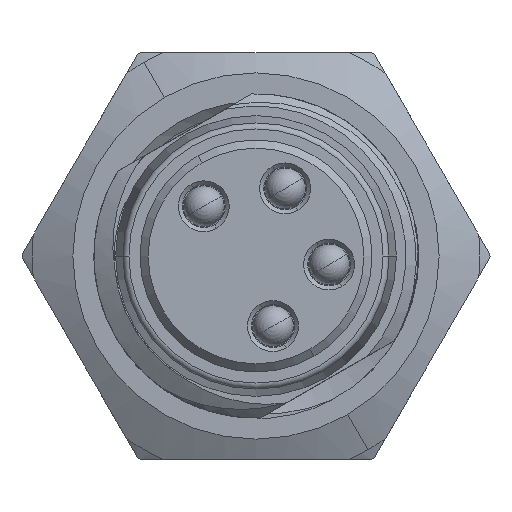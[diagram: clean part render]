
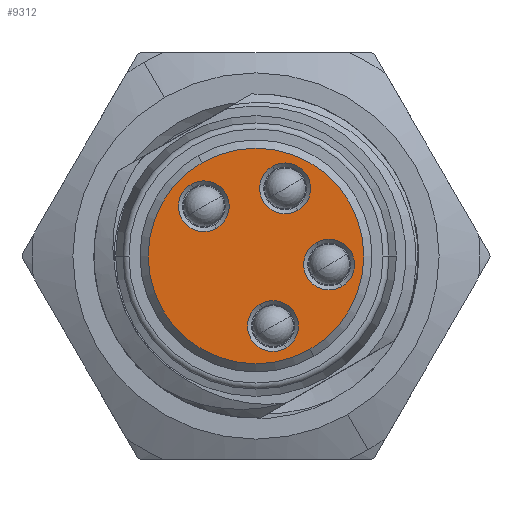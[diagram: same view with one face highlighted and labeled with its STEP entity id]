
A CAD part, left-side view. The second image highlights one B-rep face of the part: STEP entity #9312.
In plain terms, the highlighted planar face has unit normal (-1, 0, 0).
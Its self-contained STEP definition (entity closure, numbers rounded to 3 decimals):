
#8566=CARTESIAN_POINT('',(5.,-0.417,-1.722));
#8567=DIRECTION('',(1.,0.,0.));
#8568=DIRECTION('',(0.,0.5,0.866));
#8569=AXIS2_PLACEMENT_3D('',#8566,#8567,#8568);
#8571=CARTESIAN_POINT('',(5.,-0.417,-1.722));
#8572=DIRECTION('',(1.,0.,0.));
#8573=DIRECTION('',(0.,-0.5,-0.866));
#8574=AXIS2_PLACEMENT_3D('',#8571,#8572,#8573);
#8576=CARTESIAN_POINT('',(5.,-1.796,-0.21));
#8577=DIRECTION('',(1.,0.,0.));
#8578=DIRECTION('',(0.,0.5,0.866));
#8579=AXIS2_PLACEMENT_3D('',#8576,#8577,#8578);
#8581=CARTESIAN_POINT('',(5.,-1.796,-0.21));
#8582=DIRECTION('',(1.,0.,0.));
#8583=DIRECTION('',(0.,-0.5,-0.866));
#8584=AXIS2_PLACEMENT_3D('',#8581,#8582,#8583);
#8586=CARTESIAN_POINT('',(5.,-0.716,1.66));
#8587=DIRECTION('',(1.,0.,0.));
#8588=DIRECTION('',(0.,0.5,0.866));
#8589=AXIS2_PLACEMENT_3D('',#8586,#8587,#8588);
#8591=CARTESIAN_POINT('',(5.,-0.716,1.66));
#8592=DIRECTION('',(1.,0.,0.));
#8593=DIRECTION('',(0.,-0.5,-0.866));
#8594=AXIS2_PLACEMENT_3D('',#8591,#8592,#8593);
#8596=CARTESIAN_POINT('',(5.,1.283,1.222));
#8597=DIRECTION('',(1.,0.,0.));
#8598=DIRECTION('',(0.,-0.5,-0.866));
#8599=AXIS2_PLACEMENT_3D('',#8596,#8597,#8598);
#8601=CARTESIAN_POINT('',(5.,1.283,1.222));
#8602=DIRECTION('',(1.,0.,0.));
#8603=DIRECTION('',(0.,0.5,0.866));
#8604=AXIS2_PLACEMENT_3D('',#8601,#8602,#8603);
#8606=CARTESIAN_POINT('',(5.,0.,0.));
#8607=DIRECTION('',(-1.,0.,0.));
#8608=DIRECTION('',(0.,-0.5,-0.866));
#8609=AXIS2_PLACEMENT_3D('',#8606,#8607,#8608);
#8611=CARTESIAN_POINT('',(5.,0.,0.));
#8612=DIRECTION('',(-1.,0.,0.));
#8613=DIRECTION('',(0.,0.5,0.866));
#8614=AXIS2_PLACEMENT_3D('',#8611,#8612,#8613);
#9195=CARTESIAN_POINT('',(5.,-0.104,-1.181));
#9196=CARTESIAN_POINT('',(5.,-0.729,-2.264));
#9197=VERTEX_POINT('',#9195);
#9198=VERTEX_POINT('',#9196);
#9203=CARTESIAN_POINT('',(5.,-1.483,0.331));
#9204=CARTESIAN_POINT('',(5.,-2.108,-0.752));
#9205=VERTEX_POINT('',#9203);
#9206=VERTEX_POINT('',#9204);
#9211=CARTESIAN_POINT('',(5.,-0.403,2.202));
#9212=CARTESIAN_POINT('',(5.,-1.028,1.119));
#9213=VERTEX_POINT('',#9211);
#9214=VERTEX_POINT('',#9212);
#9219=CARTESIAN_POINT('',(5.,0.971,0.681));
#9220=CARTESIAN_POINT('',(5.,1.596,1.764));
#9221=VERTEX_POINT('',#9219);
#9222=VERTEX_POINT('',#9220);
#9227=CARTESIAN_POINT('',(5.,-1.325,-2.295));
#9228=CARTESIAN_POINT('',(5.,1.325,2.295));
#9229=VERTEX_POINT('',#9227);
#9230=VERTEX_POINT('',#9228);
#9277=CARTESIAN_POINT('',(5.,0.,0.));
#9278=DIRECTION('',(-1.,0.,0.));
#9279=DIRECTION('',(0.,-0.5,-0.866));
#9280=AXIS2_PLACEMENT_3D('',#9277,#9278,#9279);
#9281=PLANE('',#9280);
#9283=ORIENTED_EDGE('',*,*,#9282,.F.);
#9285=ORIENTED_EDGE('',*,*,#9284,.F.);
#9286=EDGE_LOOP('',(#9283,#9285));
#9287=FACE_OUTER_BOUND('',#9286,.F.);
#9289=ORIENTED_EDGE('',*,*,#9288,.F.);
#9291=ORIENTED_EDGE('',*,*,#9290,.F.);
#9292=EDGE_LOOP('',(#9289,#9291));
#9293=FACE_BOUND('',#9292,.F.);
#9295=ORIENTED_EDGE('',*,*,#9294,.F.);
#9297=ORIENTED_EDGE('',*,*,#9296,.F.);
#9298=EDGE_LOOP('',(#9295,#9297));
#9299=FACE_BOUND('',#9298,.F.);
#9301=ORIENTED_EDGE('',*,*,#9300,.F.);
#9303=ORIENTED_EDGE('',*,*,#9302,.F.);
#9304=EDGE_LOOP('',(#9301,#9303));
#9305=FACE_BOUND('',#9304,.F.);
#9307=ORIENTED_EDGE('',*,*,#9306,.F.);
#9309=ORIENTED_EDGE('',*,*,#9308,.F.);
#9310=EDGE_LOOP('',(#9307,#9309));
#9311=FACE_BOUND('',#9310,.F.);
#8570=CIRCLE('',#8569,0.625);
#8575=CIRCLE('',#8574,0.625);
#8580=CIRCLE('',#8579,0.625);
#8585=CIRCLE('',#8584,0.625);
#8590=CIRCLE('',#8589,0.625);
#8595=CIRCLE('',#8594,0.625);
#8600=CIRCLE('',#8599,0.625);
#8605=CIRCLE('',#8604,0.625);
#8610=CIRCLE('',#8609,2.65);
#8615=CIRCLE('',#8614,2.65);
#9282=EDGE_CURVE('',#9229,#9230,#8610,.T.);
#9284=EDGE_CURVE('',#9230,#9229,#8615,.T.);
#9288=EDGE_CURVE('',#9205,#9206,#8580,.T.);
#9290=EDGE_CURVE('',#9206,#9205,#8585,.T.);
#9294=EDGE_CURVE('',#9213,#9214,#8590,.T.);
#9296=EDGE_CURVE('',#9214,#9213,#8595,.T.);
#9300=EDGE_CURVE('',#9221,#9222,#8600,.T.);
#9302=EDGE_CURVE('',#9222,#9221,#8605,.T.);
#9306=EDGE_CURVE('',#9197,#9198,#8570,.T.);
#9308=EDGE_CURVE('',#9198,#9197,#8575,.T.);
#9312=ADVANCED_FACE('',(#9287,#9293,#9299,#9305,#9311),#9281,.T.);
